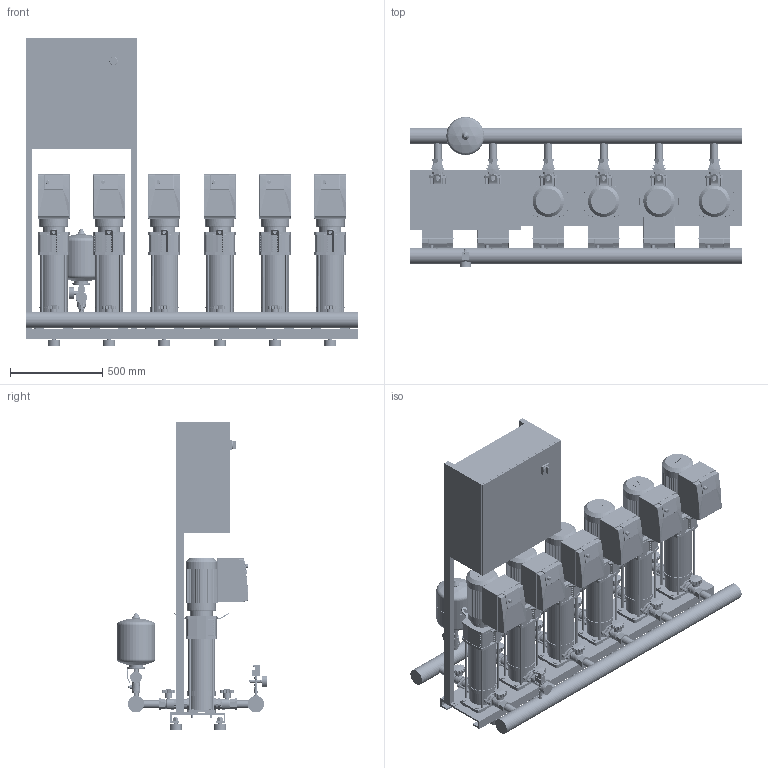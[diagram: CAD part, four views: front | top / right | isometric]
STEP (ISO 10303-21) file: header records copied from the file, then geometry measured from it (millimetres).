
FILE_DESCRIPTION((''),'2;1');
FILE_NAME('3d_COR-6HELIXVE606_K_CCE-01-2536370.stp','2015-10-05T07:22:58',(''),(''),'Mechanical Desktop 2009','Mechanical Desktop 2009',', , ');
FILE_SCHEMA(('CONFIG_CONTROL_DESIGN'));
Length unit declared in the file: millimetre
Products named in the file (1): Product
Bounding box: 1800 x 813 x 1670 mm (x, y, z)
Volume: 273527090.1 mm3; surface area: 14080510 mm2
Topology: 275 solids, 275 shells, 8101 faces, 20609 edges, 13394 vertices
Faces by surface type: plane 3380, cylinder 2286, bspline 1934, cone 297, torus 128, sphere 76
Entity records: 259164 total; most frequent: CARTESIAN_POINT 64858, ORIENTED_EDGE 41022, DIRECTION 38278, EDGE_CURVE 20511, VERTEX_POINT 13387, VECTOR 13160, LINE 13160, AXIS2_PLACEMENT_3D 12559
